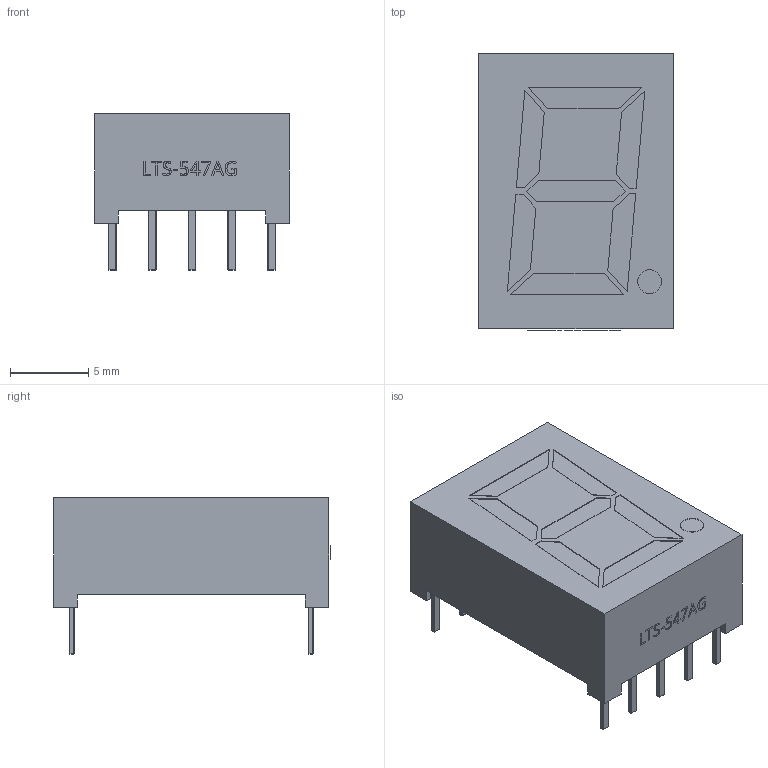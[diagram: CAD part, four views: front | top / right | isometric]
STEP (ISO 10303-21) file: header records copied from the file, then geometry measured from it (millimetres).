
FILE_DESCRIPTION(('FreeCAD Model'),'2;1');
FILE_NAME('LED_Display_LTS-547AG.step','2017-06-14T18:33:28',( 'Author'),(''),'Open CASCADE STEP processor 6.8','FreeCAD','Unknown' );
FILE_SCHEMA(('AUTOMOTIVE_DESIGN_CC2 { 1 2 10303 214 -1 1 5 4 }'));
Length unit declared in the file: millimetre
Products named in the file (4): ASSEMBLY; ShapeString; Broches1_10; Avant_les_broches
Assembly tree (3 placements, depth 2):
  ASSEMBLY
    ShapeString
    Broches1_10
    Avant_les_broches
Bounding box: 12.4 x 17.65 x 10 mm (x, y, z)
Volume: 1360.6 mm3; surface area: 927.1 mm2
Topology: 11 solids, 20 shells, 226 faces, 731 edges, 544 vertices
Faces by surface type: plane 225, cylinder 1
Full cylindrical faces by diameter (mm): 1.52 x1
Entity records: 17070 total; most frequent: CARTESIAN_POINT 3295, DIRECTION 2200, LINE 1735, VECTOR 1735, ORIENTED_EDGE 1284, PCURVE 1284, DEFINITIONAL_REPRESENTATION 1284, EDGE_CURVE 731
